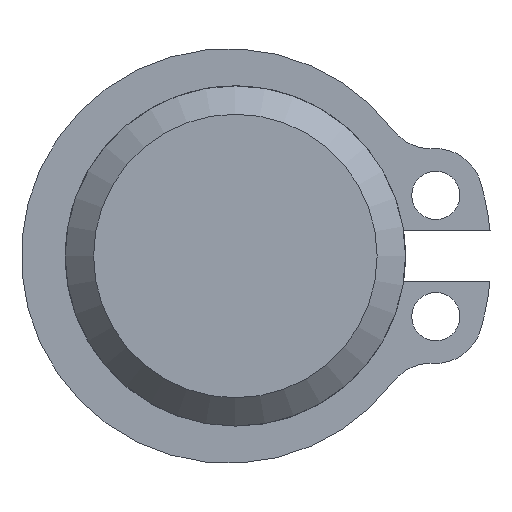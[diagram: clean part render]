
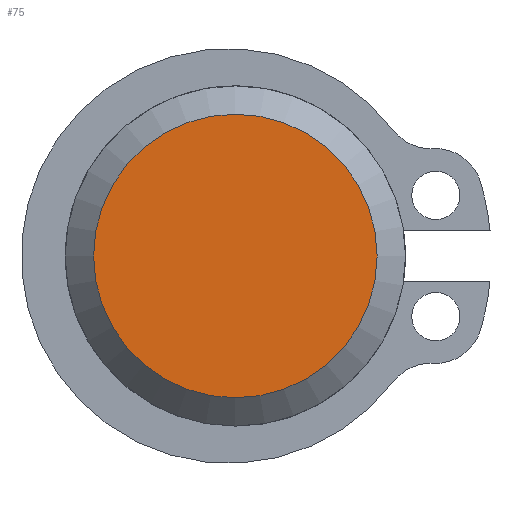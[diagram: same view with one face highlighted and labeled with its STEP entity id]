
A CAD part, left-side view. The second image highlights one B-rep face of the part: STEP entity #75.
In plain terms, the highlighted planar face has unit normal (-1, 0, 0).
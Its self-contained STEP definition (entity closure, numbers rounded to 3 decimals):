
#75 = ADVANCED_FACE( '', ( #178 ), #179, .F. );
#178 = FACE_OUTER_BOUND( '', #319, .T. );
#179 = PLANE( '', #320 );
#319 = EDGE_LOOP( '', ( #479 ) );
#320 = AXIS2_PLACEMENT_3D( '', #480, #481, #482 );
#479 = ORIENTED_EDGE( '', *, *, #793, .F. );
#480 = CARTESIAN_POINT( '', ( -18.5, 0., 0. ) );
#481 = DIRECTION( '', ( 1., 0., 0. ) );
#482 = DIRECTION( '', ( 0., 0., -1. ) );
#793 = EDGE_CURVE( '', #941, #941, #942, .T. );
#941 = VERTEX_POINT( '', #1136 );
#942 = CIRCLE( '', #1137, 5. );
#1136 = CARTESIAN_POINT( '', ( -18.5, 0., -5. ) );
#1137 = AXIS2_PLACEMENT_3D( '', #1349, #1350, #1351 );
#1349 = CARTESIAN_POINT( '', ( -18.5, 0., 0. ) );
#1350 = DIRECTION( '', ( 1., 0., 0. ) );
#1351 = DIRECTION( '', ( 0., 0., -1. ) );
